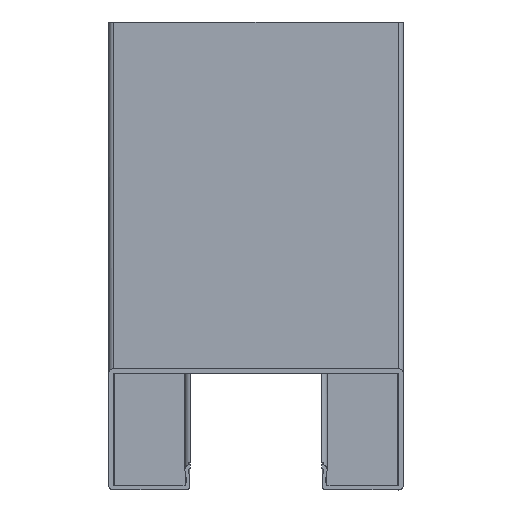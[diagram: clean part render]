
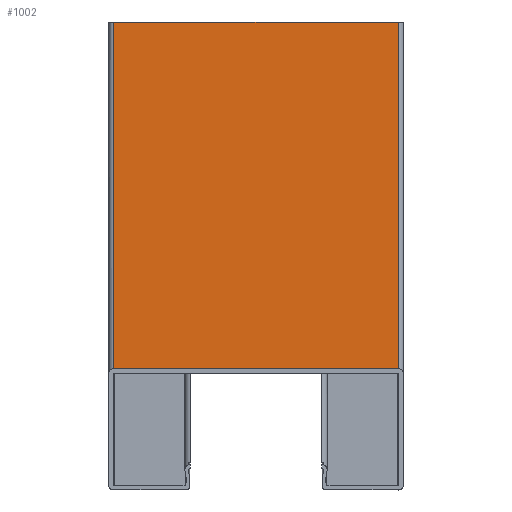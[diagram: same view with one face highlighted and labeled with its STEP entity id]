
A CAD part, front view. The second image highlights one B-rep face of the part: STEP entity #1002.
In plain terms, the highlighted planar face has unit normal (0, -1, 0).
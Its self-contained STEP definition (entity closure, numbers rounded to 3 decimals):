
#134 = LINE ( 'NONE', #1588, #955 ) ;
#240 = EDGE_CURVE ( 'NONE', #1664, #385, #1384, .T. ) ;
#385 = VERTEX_POINT ( 'NONE', #1836 ) ;
#481 = ORIENTED_EDGE ( 'NONE', *, *, #240, .T. ) ;
#483 = EDGE_CURVE ( 'NONE', #1093, #1664, #762, .T. ) ;
#500 = EDGE_CURVE ( 'NONE', #1865, #385, #134, .T. ) ;
#514 = EDGE_CURVE ( 'NONE', #1093, #1865, #1366, .T. ) ;
#658 = AXIS2_PLACEMENT_3D ( 'NONE', #1650, #1646, #1627 ) ;
#754 = CARTESIAN_POINT ( 'NONE',  ( -82., -70., 270. ) ) ;
#762 = LINE ( 'NONE', #1601, #1732 ) ;
#955 = VECTOR ( 'NONE', #1591, 1000. ) ;
#981 = VECTOR ( 'NONE', #1484, 1000. ) ;
#1002 = ADVANCED_FACE ( 'NONE', ( #1146 ), #1694, .F. ) ;
#1093 = VERTEX_POINT ( 'NONE', #754 ) ;
#1146 = FACE_OUTER_BOUND ( 'NONE', #1887, .T. ) ;
#1192 = CARTESIAN_POINT ( 'NONE',  ( 82., -70., 270. ) ) ;
#1366 = LINE ( 'NONE', #1565, #1688 ) ;
#1384 = LINE ( 'NONE', #1654, #981 ) ;
#1484 = DIRECTION ( 'NONE',  ( 1., 0., 0. ) ) ;
#1487 = ORIENTED_EDGE ( 'NONE', *, *, #514, .F. ) ;
#1536 = ORIENTED_EDGE ( 'NONE', *, *, #483, .T. ) ;
#1553 = DIRECTION ( 'NONE',  ( 1., 0., 0. ) ) ;
#1565 = CARTESIAN_POINT ( 'NONE',  ( -82., -70., 270. ) ) ;
#1588 = CARTESIAN_POINT ( 'NONE',  ( 82., -70., 270. ) ) ;
#1591 = DIRECTION ( 'NONE',  ( 0., 0., -1. ) ) ;
#1601 = CARTESIAN_POINT ( 'NONE',  ( -82., -70., 270. ) ) ;
#1616 = DIRECTION ( 'NONE',  ( 0., 0., -1. ) ) ;
#1627 = DIRECTION ( 'NONE',  ( 0., 0., 1. ) ) ;
#1646 = DIRECTION ( 'NONE',  ( 0., 1., 0. ) ) ;
#1650 = CARTESIAN_POINT ( 'NONE',  ( -82., -70., 270. ) ) ;
#1654 = CARTESIAN_POINT ( 'NONE',  ( -85., -70., 70. ) ) ;
#1664 = VERTEX_POINT ( 'NONE', #1743 ) ;
#1688 = VECTOR ( 'NONE', #1553, 1000. ) ;
#1694 = PLANE ( 'NONE',  #658 ) ;
#1732 = VECTOR ( 'NONE', #1616, 1000. ) ;
#1743 = CARTESIAN_POINT ( 'NONE',  ( -82., -70., 70. ) ) ;
#1778 = ORIENTED_EDGE ( 'NONE', *, *, #500, .F. ) ;
#1836 = CARTESIAN_POINT ( 'NONE',  ( 82., -70., 70. ) ) ;
#1865 = VERTEX_POINT ( 'NONE', #1192 ) ;
#1887 = EDGE_LOOP ( 'NONE', ( #1536, #481, #1778, #1487 ) ) ;
